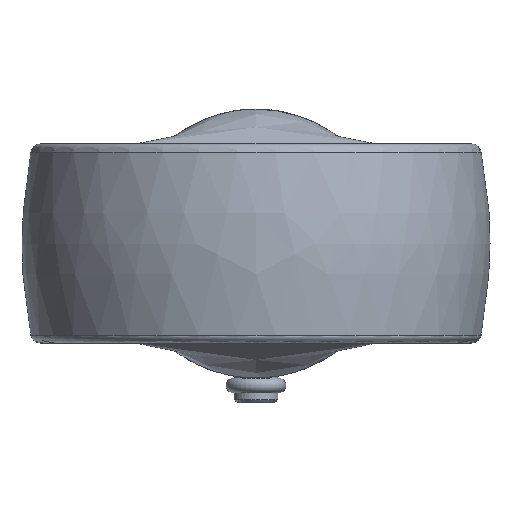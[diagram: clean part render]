
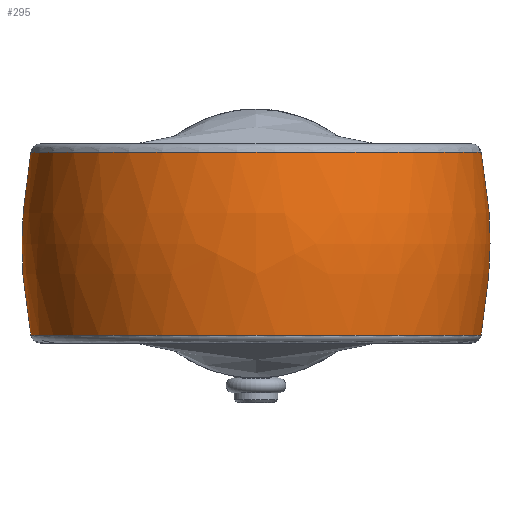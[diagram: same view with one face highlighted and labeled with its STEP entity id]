
A CAD part, left-side view. The second image highlights one B-rep face of the part: STEP entity #295.
In plain terms, the highlighted free-form (B-spline) face has degree [3, 3] with [4, 7] control points.
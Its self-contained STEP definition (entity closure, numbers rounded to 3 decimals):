
#295 = ADVANCED_FACE( '', ( #646 ), #647, .T. );
#646 = FACE_OUTER_BOUND( '', #1178, .T. );
#647 = ( BOUNDED_SURFACE(  )B_SPLINE_SURFACE( 3, 3, ( ( #1181, #1182, #1183, #1184, #1185, #1186, #1187 ), ( #1188, #1189, #1190, #1191, #1192, #1193, #1194 ), ( #1195, #1196, #1197, #1198, #1199, #1200, #1201 ), ( #1202, #1203, #1204, #1205, #1206, #1207, #1208 ) ), .UNSPECIFIED., .F., .F., .F. )B_SPLINE_SURFACE_WITH_KNOTS( ( 4, 4 ), ( 4, 3, 4 ), ( 0.622, 5.661 ), ( -0.185, 0., 0.185 ), .UNSPECIFIED. )GEOMETRIC_REPRESENTATION_ITEM(  )RATIONAL_B_SPLINE_SURFACE( ( ( 1., 0.537, 0.537, 1., 0.537, 0.537, 1. ), ( 0.989, 0.531, 0.531, 0.989, 0.531, 0.531, 0.989 ), ( 0.989, 0.531, 0.531, 0.989, 0.531, 0.531, 0.989 ), ( 1., 0.537, 0.537, 1., 0.537, 0.537, 1. ) ) )REPRESENTATION_ITEM( '' )SURFACE(  ) );
#1178 = EDGE_LOOP( '', ( #2140, #2141, #2142, #2143 ) );
#1181 = CARTESIAN_POINT( '', ( 18.403, 13.204, 9.184 ) );
#1182 = CARTESIAN_POINT( '', ( 2.811, 34.934, 9.184 ) );
#1183 = CARTESIAN_POINT( '', ( -22.649, 26.745, 9.184 ) );
#1184 = CARTESIAN_POINT( '', ( -22.649, 0., 9.184 ) );
#1185 = CARTESIAN_POINT( '', ( -22.649, -26.745, 9.184 ) );
#1186 = CARTESIAN_POINT( '', ( 2.811, -34.934, 9.184 ) );
#1187 = CARTESIAN_POINT( '', ( 18.403, -13.204, 9.184 ) );
#1188 = CARTESIAN_POINT( '', ( 19.327, 13.867, 3.096 ) );
#1189 = CARTESIAN_POINT( '', ( 2.952, 36.688, 3.096 ) );
#1190 = CARTESIAN_POINT( '', ( -23.787, 28.088, 3.096 ) );
#1191 = CARTESIAN_POINT( '', ( -23.787, 0., 3.096 ) );
#1192 = CARTESIAN_POINT( '', ( -23.787, -28.088, 3.096 ) );
#1193 = CARTESIAN_POINT( '', ( 2.952, -36.688, 3.096 ) );
#1194 = CARTESIAN_POINT( '', ( 19.327, -13.867, 3.096 ) );
#1195 = CARTESIAN_POINT( '', ( 19.327, 13.867, -3.096 ) );
#1196 = CARTESIAN_POINT( '', ( 2.952, 36.688, -3.096 ) );
#1197 = CARTESIAN_POINT( '', ( -23.787, 28.088, -3.096 ) );
#1198 = CARTESIAN_POINT( '', ( -23.787, 0., -3.096 ) );
#1199 = CARTESIAN_POINT( '', ( -23.787, -28.088, -3.096 ) );
#1200 = CARTESIAN_POINT( '', ( 2.952, -36.688, -3.096 ) );
#1201 = CARTESIAN_POINT( '', ( 19.327, -13.867, -3.096 ) );
#1202 = CARTESIAN_POINT( '', ( 18.403, 13.204, -9.184 ) );
#1203 = CARTESIAN_POINT( '', ( 2.811, 34.934, -9.184 ) );
#1204 = CARTESIAN_POINT( '', ( -22.649, 26.745, -9.184 ) );
#1205 = CARTESIAN_POINT( '', ( -22.649, 0., -9.184 ) );
#1206 = CARTESIAN_POINT( '', ( -22.649, -26.745, -9.184 ) );
#1207 = CARTESIAN_POINT( '', ( 2.811, -34.934, -9.184 ) );
#1208 = CARTESIAN_POINT( '', ( 18.403, -13.204, -9.184 ) );
#2140 = ORIENTED_EDGE( '', *, *, #3252, .T. );
#2141 = ORIENTED_EDGE( '', *, *, #3138, .T. );
#2142 = ORIENTED_EDGE( '', *, *, #3169, .T. );
#2143 = ORIENTED_EDGE( '', *, *, #3171, .F. );
#3138 = EDGE_CURVE( '', #3530, #3527, #3531, .T. );
#3169 = EDGE_CURVE( '', #3527, #3581, #3583, .T. );
#3171 = EDGE_CURVE( '', #3585, #3581, #3586, .T. );
#3252 = EDGE_CURVE( '', #3585, #3530, #3717, .T. );
#3527 = VERTEX_POINT( '', #4097 );
#3530 = VERTEX_POINT( '', #4111 );
#3531 = CIRCLE( '', #4112, 22.649 );
#3581 = VERTEX_POINT( '', #4369 );
#3583 = B_SPLINE_CURVE_WITH_KNOTS( '', 3, ( #4374, #4375, #4376, #4377, #4378, #4379, #4380, #4381, #4382, #4383, #4384, #4385, #4386, #4387, #4388, #4389, #4390, #4391, #4392, #4393 ), .UNSPECIFIED., .F., .F., ( 4, 1, 1, 1, 1, 1, 1, 1, 1, 1, 1, 1, 1, 1, 1, 1, 1, 4 ), ( 0., 0.03, 0.061, 0.092, 0.123, 0.155, 0.186, 0.218, 0.251, 0.375, 0.5, 0.626, 0.751, 0.802, 0.853, 0.902, 0.952, 1. ), .UNSPECIFIED. );
#3585 = VERTEX_POINT( '', #4395 );
#3586 = CIRCLE( '', #4396, 22.649 );
#3717 = B_SPLINE_CURVE_WITH_KNOTS( '', 3, ( #4947, #4948, #4949, #4950, #4951, #4952, #4953, #4954, #4955, #4956, #4957, #4958, #4959, #4960, #4961, #4962, #4963, #4964, #4965, #4966 ), .UNSPECIFIED., .F., .F., ( 4, 1, 1, 1, 1, 1, 1, 1, 1, 1, 1, 1, 1, 1, 1, 1, 1, 4 ), ( 0., 0.03, 0.061, 0.092, 0.123, 0.155, 0.186, 0.218, 0.251, 0.375, 0.501, 0.627, 0.751, 0.802, 0.853, 0.902, 0.952, 1. ), .UNSPECIFIED. );
#4097 = CARTESIAN_POINT( '', ( 18., -13.748, -9.184 ) );
#4111 = CARTESIAN_POINT( '', ( 18., 13.748, -9.184 ) );
#4112 = AXIS2_PLACEMENT_3D( '', #6147, #6148, #6149 );
#4369 = CARTESIAN_POINT( '', ( 18., -13.748, 9.184 ) );
#4374 = CARTESIAN_POINT( '', ( 18., -13.748, -9.184 ) );
#4375 = CARTESIAN_POINT( '', ( 18., -13.802, -9.003 ) );
#4376 = CARTESIAN_POINT( '', ( 18., -13.912, -8.64 ) );
#4377 = CARTESIAN_POINT( '', ( 18., -14.063, -8.089 ) );
#4378 = CARTESIAN_POINT( '', ( 18., -14.206, -7.531 ) );
#4379 = CARTESIAN_POINT( '', ( 18., -14.34, -6.966 ) );
#4380 = CARTESIAN_POINT( '', ( 18., -14.463, -6.393 ) );
#4381 = CARTESIAN_POINT( '', ( 18., -14.577, -5.813 ) );
#4382 = CARTESIAN_POINT( '', ( 18., -14.68, -5.226 ) );
#4383 = CARTESIAN_POINT( '', ( 18., -14.861, -4.069 ) );
#4384 = CARTESIAN_POINT( '', ( 18., -15.052, -2.326 ) );
#4385 = CARTESIAN_POINT( '', ( 18., -15.136, 0.009 ) );
#4386 = CARTESIAN_POINT( '', ( 18., -15.051, 2.346 ) );
#4387 = CARTESIAN_POINT( '', ( 18., -14.845, 4.211 ) );
#4388 = CARTESIAN_POINT( '', ( 18., -14.619, 5.598 ) );
#4389 = CARTESIAN_POINT( '', ( 18., -14.44, 6.522 ) );
#4390 = CARTESIAN_POINT( '', ( 18., -14.234, 7.427 ) );
#4391 = CARTESIAN_POINT( '', ( 18., -14.007, 8.314 ) );
#4392 = CARTESIAN_POINT( '', ( 18., -13.834, 8.895 ) );
#4393 = CARTESIAN_POINT( '', ( 18., -13.748, 9.184 ) );
#4395 = CARTESIAN_POINT( '', ( 18., 13.748, 9.184 ) );
#4396 = AXIS2_PLACEMENT_3D( '', #6170, #6171, #6172 );
#4947 = CARTESIAN_POINT( '', ( 18., 13.748, 9.184 ) );
#4948 = CARTESIAN_POINT( '', ( 18., 13.802, 9.003 ) );
#4949 = CARTESIAN_POINT( '', ( 18., 13.912, 8.639 ) );
#4950 = CARTESIAN_POINT( '', ( 18., 14.064, 8.088 ) );
#4951 = CARTESIAN_POINT( '', ( 18., 14.207, 7.53 ) );
#4952 = CARTESIAN_POINT( '', ( 18., 14.34, 6.964 ) );
#4953 = CARTESIAN_POINT( '', ( 18., 14.464, 6.391 ) );
#4954 = CARTESIAN_POINT( '', ( 18., 14.578, 5.81 ) );
#4955 = CARTESIAN_POINT( '', ( 18., 14.681, 5.222 ) );
#4956 = CARTESIAN_POINT( '', ( 18., 14.862, 4.064 ) );
#4957 = CARTESIAN_POINT( '', ( 18., 15.053, 2.318 ) );
#4958 = CARTESIAN_POINT( '', ( 18., 15.136, -0.018 ) );
#4959 = CARTESIAN_POINT( '', ( 18., 15.05, -2.353 ) );
#4960 = CARTESIAN_POINT( '', ( 18., 14.845, -4.215 ) );
#4961 = CARTESIAN_POINT( '', ( 18., 14.619, -5.6 ) );
#4962 = CARTESIAN_POINT( '', ( 18., 14.439, -6.524 ) );
#4963 = CARTESIAN_POINT( '', ( 18., 14.234, -7.428 ) );
#4964 = CARTESIAN_POINT( '', ( 18., 14.007, -8.315 ) );
#4965 = CARTESIAN_POINT( '', ( 18., 13.833, -8.895 ) );
#4966 = CARTESIAN_POINT( '', ( 18., 13.748, -9.184 ) );
#6147 = CARTESIAN_POINT( '', ( 0., 0., -9.184 ) );
#6148 = DIRECTION( '', ( 0., 0., 1. ) );
#6149 = DIRECTION( '', ( 1., 0., 0. ) );
#6170 = CARTESIAN_POINT( '', ( 0., 0., 9.184 ) );
#6171 = DIRECTION( '', ( 0., 0., 1. ) );
#6172 = DIRECTION( '', ( 1., 0., 0. ) );
